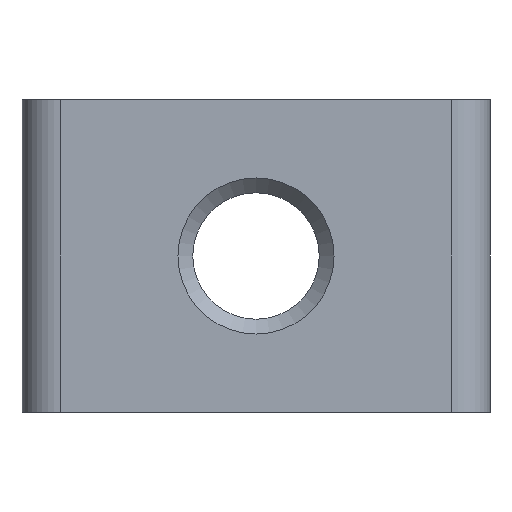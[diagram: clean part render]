
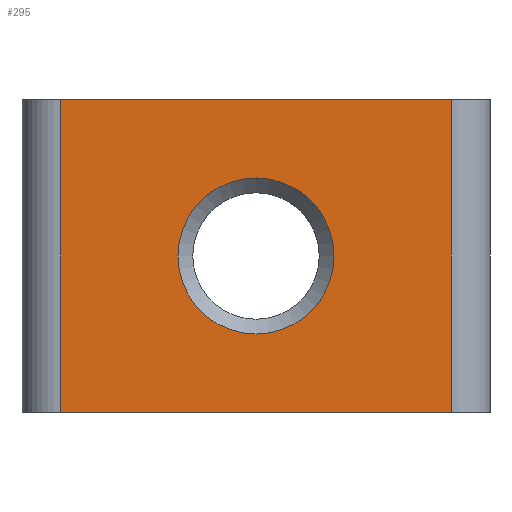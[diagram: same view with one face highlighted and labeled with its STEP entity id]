
A CAD part, front view. The second image highlights one B-rep face of the part: STEP entity #295.
In plain terms, the highlighted planar face has unit normal (0, -1, 0).
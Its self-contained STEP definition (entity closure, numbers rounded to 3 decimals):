
#24=CIRCLE('',#328,2.);
#53=ORIENTED_EDGE('',*,*,#132,.F.);
#54=ORIENTED_EDGE('',*,*,#133,.T.);
#55=ORIENTED_EDGE('',*,*,#134,.F.);
#56=ORIENTED_EDGE('',*,*,#135,.F.);
#57=ORIENTED_EDGE('',*,*,#130,.T.);
#130=EDGE_CURVE('',#170,#169,#197,.T.);
#132=EDGE_CURVE('',#171,#171,#24,.T.);
#133=EDGE_CURVE('',#169,#172,#198,.T.);
#134=EDGE_CURVE('',#173,#172,#199,.T.);
#135=EDGE_CURVE('',#170,#173,#200,.T.);
#169=VERTEX_POINT('',#460);
#170=VERTEX_POINT('',#462);
#171=VERTEX_POINT('',#466);
#172=VERTEX_POINT('',#468);
#173=VERTEX_POINT('',#470);
#197=LINE('',#461,#221);
#198=LINE('',#467,#222);
#199=LINE('',#469,#223);
#200=LINE('',#471,#224);
#221=VECTOR('',#368,1000.);
#222=VECTOR('',#375,1000.);
#223=VECTOR('',#376,1000.);
#224=VECTOR('',#377,1000.);
#243=EDGE_LOOP('',(#53));
#244=EDGE_LOOP('',(#54,#55,#56,#57));
#265=FACE_BOUND('',#243,.T.);
#266=FACE_BOUND('',#244,.T.);
#286=PLANE('',#327);
#295=ADVANCED_FACE('',(#265,#266),#286,.F.);
#327=AXIS2_PLACEMENT_3D('',#464,#371,#372);
#328=AXIS2_PLACEMENT_3D('',#465,#373,#374);
#368=DIRECTION('',(0.,0.,-1.));
#371=DIRECTION('',(0.,1.,0.));
#372=DIRECTION('',(0.,0.,1.));
#373=DIRECTION('',(0.,-1.,0.));
#374=DIRECTION('',(0.,0.,-1.));
#375=DIRECTION('',(1.,0.,0.));
#376=DIRECTION('',(0.,0.,-1.));
#377=DIRECTION('',(1.,0.,0.));
#460=CARTESIAN_POINT('',(-5.,0.,-4.));
#461=CARTESIAN_POINT('',(-5.,0.,4.));
#462=CARTESIAN_POINT('',(-5.,0.,4.));
#464=CARTESIAN_POINT('',(-5.,0.,4.));
#465=CARTESIAN_POINT('',(0.,0.,0.));
#466=CARTESIAN_POINT('',(0.,0.,-2.));
#467=CARTESIAN_POINT('',(-5.,0.,-4.));
#468=CARTESIAN_POINT('',(5.,0.,-4.));
#469=CARTESIAN_POINT('',(5.,0.,4.));
#470=CARTESIAN_POINT('',(5.,0.,4.));
#471=CARTESIAN_POINT('',(-5.,0.,4.));
